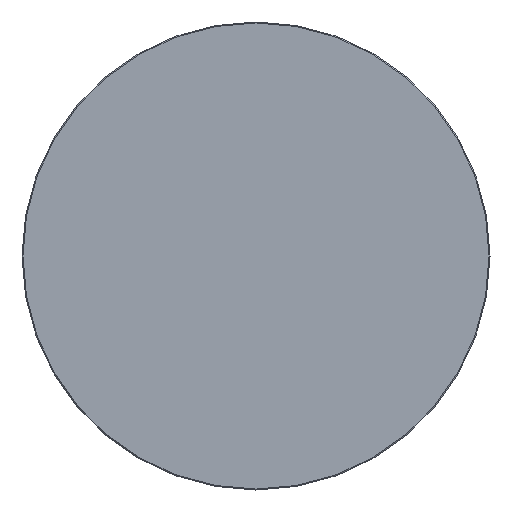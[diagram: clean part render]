
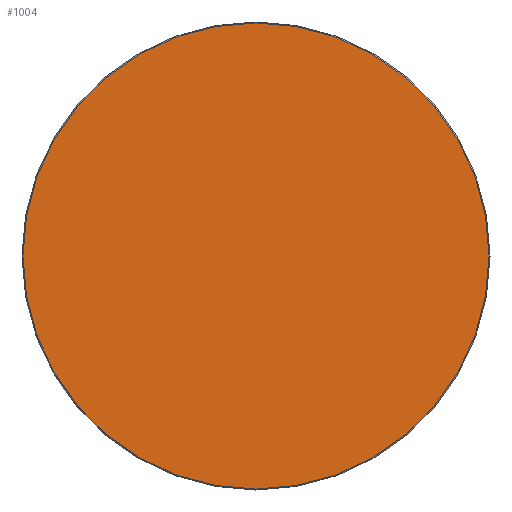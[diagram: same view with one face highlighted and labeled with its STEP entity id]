
A CAD part, left-side view. The second image highlights one B-rep face of the part: STEP entity #1004.
In plain terms, the highlighted planar face has unit normal (-1, 0, 0).
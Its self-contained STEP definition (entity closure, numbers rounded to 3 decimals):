
#4 = DIRECTION ( 'NONE',  ( -1., 0., 0. ) ) ;
#13 = VERTEX_POINT ( 'NONE', #1634 ) ;
#377 = FACE_OUTER_BOUND ( 'NONE', #1042, .T. ) ;
#461 = EDGE_CURVE ( 'NONE', #1680, #13, #1521, .T. ) ;
#483 = ORIENTED_EDGE ( 'NONE', *, *, #461, .T. ) ;
#559 = CIRCLE ( 'NONE', #1141, 70.7 ) ;
#637 = AXIS2_PLACEMENT_3D ( 'NONE', #1588, #1192, #1741 ) ;
#850 = CARTESIAN_POINT ( 'NONE',  ( 0., 0., 0. ) ) ;
#855 = PLANE ( 'NONE',  #637 ) ;
#1004 = ADVANCED_FACE ( 'NONE', ( #377 ), #855, .F. ) ;
#1029 = AXIS2_PLACEMENT_3D ( 'NONE', #850, #4, #1743 ) ;
#1038 = DIRECTION ( 'NONE',  ( -1., 0., 0. ) ) ;
#1042 = EDGE_LOOP ( 'NONE', ( #483, #1592 ) ) ;
#1141 = AXIS2_PLACEMENT_3D ( 'NONE', #1204, #1038, #1647 ) ;
#1181 = CARTESIAN_POINT ( 'NONE',  ( 0., 0., -70.7 ) ) ;
#1192 = DIRECTION ( 'NONE',  ( 1., 0., 0. ) ) ;
#1204 = CARTESIAN_POINT ( 'NONE',  ( 0., 0., 0. ) ) ;
#1217 = EDGE_CURVE ( 'NONE', #13, #1680, #559, .T. ) ;
#1521 = CIRCLE ( 'NONE', #1029, 70.7 ) ;
#1588 = CARTESIAN_POINT ( 'NONE',  ( 0., 0., 0. ) ) ;
#1592 = ORIENTED_EDGE ( 'NONE', *, *, #1217, .T. ) ;
#1634 = CARTESIAN_POINT ( 'NONE',  ( 0., 0., 70.7 ) ) ;
#1647 = DIRECTION ( 'NONE',  ( 0., 0., 1. ) ) ;
#1680 = VERTEX_POINT ( 'NONE', #1181 ) ;
#1741 = DIRECTION ( 'NONE',  ( 0., 0., -1. ) ) ;
#1743 = DIRECTION ( 'NONE',  ( 0., 0., 1. ) ) ;
